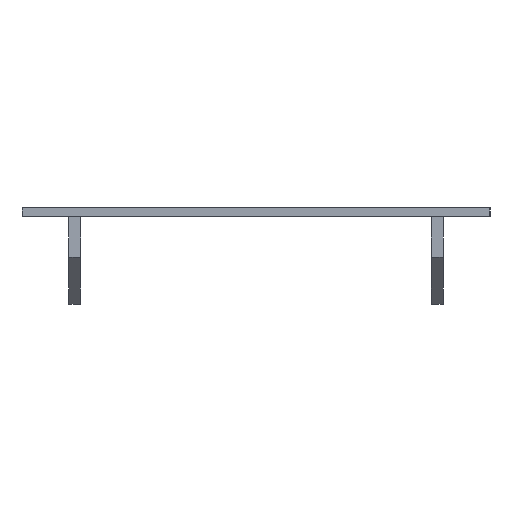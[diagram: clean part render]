
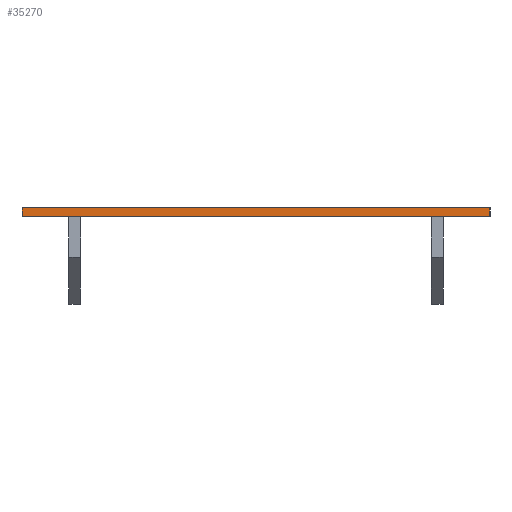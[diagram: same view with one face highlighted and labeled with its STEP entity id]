
A CAD part, left-side view. The second image highlights one B-rep face of the part: STEP entity #35270.
In plain terms, the highlighted planar face has unit normal (-1, 0, 0).
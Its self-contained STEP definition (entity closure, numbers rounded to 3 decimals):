
#2148 = CARTESIAN_POINT ( 'NONE',  ( -400., 40., 0. ) ) ;
#2677 = VERTEX_POINT ( 'NONE', #27907 ) ;
#2851 = CARTESIAN_POINT ( 'NONE',  ( -400., 40., 1.5 ) ) ;
#3245 = CARTESIAN_POINT ( 'NONE',  ( -400., 40., 0. ) ) ;
#3352 = VERTEX_POINT ( 'NONE', #18570 ) ;
#4894 = PLANE ( 'NONE',  #22734 ) ;
#5029 = EDGE_CURVE ( 'NONE', #3352, #30815, #9672, .T. ) ;
#5177 = ORIENTED_EDGE ( 'NONE', *, *, #11068, .T. ) ;
#6809 = CARTESIAN_POINT ( 'NONE',  ( -400., 40., 1.5 ) ) ;
#7405 = DIRECTION ( 'NONE',  ( 1., 0., 0. ) ) ;
#8078 = ORIENTED_EDGE ( 'NONE', *, *, #21166, .F. ) ;
#8295 = CARTESIAN_POINT ( 'NONE',  ( -400., -40., 1.5 ) ) ;
#9672 = LINE ( 'NONE', #6809, #10881 ) ;
#10285 = EDGE_LOOP ( 'NONE', ( #5177, #8078, #21575, #22571 ) ) ;
#10881 = VECTOR ( 'NONE', #17908, 1000. ) ;
#11068 = EDGE_CURVE ( 'NONE', #30815, #2677, #19530, .T. ) ;
#11885 = VECTOR ( 'NONE', #31057, 1000. ) ;
#13756 = DIRECTION ( 'NONE',  ( 0., -1., 0. ) ) ;
#15984 = DIRECTION ( 'NONE',  ( 0., 0., -1. ) ) ;
#17303 = LINE ( 'NONE', #17635, #11885 ) ;
#17635 = CARTESIAN_POINT ( 'NONE',  ( -400., -40., 1.5 ) ) ;
#17908 = DIRECTION ( 'NONE',  ( 0., 0., -1. ) ) ;
#18026 = DIRECTION ( 'NONE',  ( 0., -1., 0. ) ) ;
#18360 = EDGE_CURVE ( 'NONE', #3352, #27553, #27324, .T. ) ;
#18570 = CARTESIAN_POINT ( 'NONE',  ( -400., 40., 1.5 ) ) ;
#19530 = LINE ( 'NONE', #3245, #31789 ) ;
#21166 = EDGE_CURVE ( 'NONE', #27553, #2677, #17303, .T. ) ;
#21575 = ORIENTED_EDGE ( 'NONE', *, *, #18360, .F. ) ;
#22571 = ORIENTED_EDGE ( 'NONE', *, *, #5029, .T. ) ;
#22734 = AXIS2_PLACEMENT_3D ( 'NONE', #29385, #7405, #15984 ) ;
#27324 = LINE ( 'NONE', #2851, #30787 ) ;
#27553 = VERTEX_POINT ( 'NONE', #8295 ) ;
#27907 = CARTESIAN_POINT ( 'NONE',  ( -400., -40., 0. ) ) ;
#29385 = CARTESIAN_POINT ( 'NONE',  ( -400., 40., 1.5 ) ) ;
#30787 = VECTOR ( 'NONE', #13756, 1000. ) ;
#30815 = VERTEX_POINT ( 'NONE', #2148 ) ;
#31057 = DIRECTION ( 'NONE',  ( 0., 0., -1. ) ) ;
#31789 = VECTOR ( 'NONE', #18026, 1000. ) ;
#34579 = FACE_OUTER_BOUND ( 'NONE', #10285, .T. ) ;
#35270 = ADVANCED_FACE ( 'NONE', ( #34579 ), #4894, .F. ) ;
